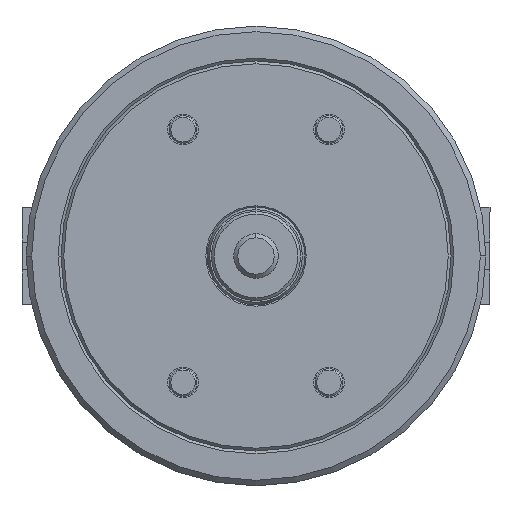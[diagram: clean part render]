
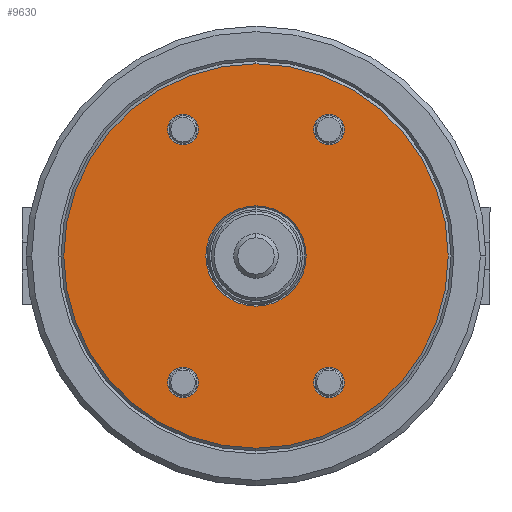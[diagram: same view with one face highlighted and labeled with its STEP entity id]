
A CAD part, left-side view. The second image highlights one B-rep face of the part: STEP entity #9630.
In plain terms, the highlighted planar face has unit normal (-1, 0, 0).
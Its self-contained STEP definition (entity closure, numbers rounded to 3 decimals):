
#237 = EDGE_CURVE ( 'NONE', #1204, #7510, #3908, .T. ) ;
#402 = CARTESIAN_POINT ( 'NONE',  ( 0., 26.2, 39.88 ) ) ;
#413 = ORIENTED_EDGE ( 'NONE', *, *, #1854, .F. ) ;
#441 = EDGE_LOOP ( 'NONE', ( #693, #413 ) ) ;
#594 = VERTEX_POINT ( 'NONE', #6014 ) ;
#693 = ORIENTED_EDGE ( 'NONE', *, *, #4199, .F. ) ;
#700 = VERTEX_POINT ( 'NONE', #11382 ) ;
#803 = CARTESIAN_POINT ( 'NONE',  ( 0., -26.2, 39.88 ) ) ;
#1058 = CIRCLE ( 'NONE', #6167, 5.5 ) ;
#1088 = CARTESIAN_POINT ( 'NONE',  ( 0., 0., 0. ) ) ;
#1140 = AXIS2_PLACEMENT_3D ( 'NONE', #10332, #4883, #11243 ) ;
#1145 = ORIENTED_EDGE ( 'NONE', *, *, #237, .F. ) ;
#1172 = CARTESIAN_POINT ( 'NONE',  ( 0., 26.2, -50.88 ) ) ;
#1180 = EDGE_CURVE ( 'NONE', #8353, #2324, #6748, .T. ) ;
#1204 = VERTEX_POINT ( 'NONE', #3081 ) ;
#1219 = DIRECTION ( 'NONE',  ( -1., 0., 0. ) ) ;
#1277 = DIRECTION ( 'NONE',  ( -1., 0., 0. ) ) ;
#1340 = EDGE_CURVE ( 'NONE', #700, #594, #5318, .T. ) ;
#1351 = CARTESIAN_POINT ( 'NONE',  ( 0., 0., 0. ) ) ;
#1472 = DIRECTION ( 'NONE',  ( -1., 0., 0. ) ) ;
#1489 = CARTESIAN_POINT ( 'NONE',  ( 0., -26.2, 45.38 ) ) ;
#1567 = CARTESIAN_POINT ( 'NONE',  ( 0., 26.2, -45.38 ) ) ;
#1579 = VERTEX_POINT ( 'NONE', #10902 ) ;
#1607 = FACE_BOUND ( 'NONE', #441, .T. ) ;
#1682 = PLANE ( 'NONE',  #9514 ) ;
#1854 = EDGE_CURVE ( 'NONE', #9624, #8229, #1058, .T. ) ;
#1856 = VERTEX_POINT ( 'NONE', #1172 ) ;
#1890 = CARTESIAN_POINT ( 'NONE',  ( 0., -26.2, 50.88 ) ) ;
#1979 = AXIS2_PLACEMENT_3D ( 'NONE', #10039, #4584, #10950 ) ;
#2000 = DIRECTION ( 'NONE',  ( 0., 0., -1. ) ) ;
#2215 = AXIS2_PLACEMENT_3D ( 'NONE', #1567, #7904, #2461 ) ;
#2248 = DIRECTION ( 'NONE',  ( 0., 0., -1. ) ) ;
#2324 = VERTEX_POINT ( 'NONE', #402 ) ;
#2372 = DIRECTION ( 'NONE',  ( 0., 0., 1. ) ) ;
#2461 = DIRECTION ( 'NONE',  ( 0., 0., 1. ) ) ;
#2764 = CARTESIAN_POINT ( 'NONE',  ( 0., -26.2, -50.88 ) ) ;
#2923 = CARTESIAN_POINT ( 'NONE',  ( 0., 26.2, 45.38 ) ) ;
#2943 = CARTESIAN_POINT ( 'NONE',  ( 0., 26.2, 50.88 ) ) ;
#3081 = CARTESIAN_POINT ( 'NONE',  ( 0., -26.2, -39.88 ) ) ;
#3086 = VERTEX_POINT ( 'NONE', #7981 ) ;
#3113 = AXIS2_PLACEMENT_3D ( 'NONE', #6720, #1277, #7615 ) ;
#3398 = EDGE_LOOP ( 'NONE', ( #8865, #8685 ) ) ;
#3537 = DIRECTION ( 'NONE',  ( 1., 0., 0. ) ) ;
#3554 = EDGE_LOOP ( 'NONE', ( #5842, #5502 ) ) ;
#3715 = EDGE_LOOP ( 'NONE', ( #1145, #8634 ) ) ;
#3796 = DIRECTION ( 'NONE',  ( -1., 0., 0. ) ) ;
#3844 = DIRECTION ( 'NONE',  ( 0., 0., 1. ) ) ;
#3908 = CIRCLE ( 'NONE', #4922, 5.5 ) ;
#3999 = FACE_OUTER_BOUND ( 'NONE', #3398, .T. ) ;
#4077 = EDGE_LOOP ( 'NONE', ( #6087, #10365 ) ) ;
#4199 = EDGE_CURVE ( 'NONE', #8229, #9624, #7974, .T. ) ;
#4584 = DIRECTION ( 'NONE',  ( -1., 0., 0. ) ) ;
#4666 = EDGE_CURVE ( 'NONE', #594, #700, #6971, .T. ) ;
#4739 = EDGE_CURVE ( 'NONE', #1579, #3086, #6698, .T. ) ;
#4741 = ORIENTED_EDGE ( 'NONE', *, *, #10822, .T. ) ;
#4814 = AXIS2_PLACEMENT_3D ( 'NONE', #2923, #9289, #3844 ) ;
#4883 = DIRECTION ( 'NONE',  ( -1., 0., 0. ) ) ;
#4914 = DIRECTION ( 'NONE',  ( -1., 0., 0. ) ) ;
#4922 = AXIS2_PLACEMENT_3D ( 'NONE', #10161, #3796, #9230 ) ;
#4982 = EDGE_CURVE ( 'NONE', #8814, #1856, #8957, .T. ) ;
#5239 = AXIS2_PLACEMENT_3D ( 'NONE', #10364, #4914, #11279 ) ;
#5263 = CIRCLE ( 'NONE', #3113, 5.5 ) ;
#5318 = CIRCLE ( 'NONE', #9043, 69. ) ;
#5502 = ORIENTED_EDGE ( 'NONE', *, *, #9529, .F. ) ;
#5798 = EDGE_LOOP ( 'NONE', ( #4741, #6506 ) ) ;
#5842 = ORIENTED_EDGE ( 'NONE', *, *, #4982, .F. ) ;
#6014 = CARTESIAN_POINT ( 'NONE',  ( 0., 0., -69. ) ) ;
#6087 = ORIENTED_EDGE ( 'NONE', *, *, #1180, .F. ) ;
#6167 = AXIS2_PLACEMENT_3D ( 'NONE', #6650, #1219, #7554 ) ;
#6277 = CIRCLE ( 'NONE', #11060, 18. ) ;
#6471 = AXIS2_PLACEMENT_3D ( 'NONE', #1351, #7689, #2248 ) ;
#6506 = ORIENTED_EDGE ( 'NONE', *, *, #4739, .T. ) ;
#6650 = CARTESIAN_POINT ( 'NONE',  ( 0., -26.2, 45.38 ) ) ;
#6698 = CIRCLE ( 'NONE', #6471, 18. ) ;
#6720 = CARTESIAN_POINT ( 'NONE',  ( 0., -26.2, -45.38 ) ) ;
#6723 = EDGE_CURVE ( 'NONE', #2324, #8353, #9888, .T. ) ;
#6748 = CIRCLE ( 'NONE', #1140, 5.5 ) ;
#6906 = CARTESIAN_POINT ( 'NONE',  ( 0., 0., 0. ) ) ;
#6971 = CIRCLE ( 'NONE', #5239, 69. ) ;
#7152 = CARTESIAN_POINT ( 'NONE',  ( 0., 17.5, 0. ) ) ;
#7433 = DIRECTION ( 'NONE',  ( 1., 0., 0. ) ) ;
#7510 = VERTEX_POINT ( 'NONE', #2764 ) ;
#7554 = DIRECTION ( 'NONE',  ( 0., 0., 1. ) ) ;
#7615 = DIRECTION ( 'NONE',  ( 0., 0., 1. ) ) ;
#7689 = DIRECTION ( 'NONE',  ( 1., 0., 0. ) ) ;
#7808 = DIRECTION ( 'NONE',  ( 0., 0., -1. ) ) ;
#7823 = DIRECTION ( 'NONE',  ( -1., 0., 0. ) ) ;
#7904 = DIRECTION ( 'NONE',  ( -1., 0., 0. ) ) ;
#7974 = CIRCLE ( 'NONE', #10577, 5.5 ) ;
#7981 = CARTESIAN_POINT ( 'NONE',  ( 0., 0., 18. ) ) ;
#8229 = VERTEX_POINT ( 'NONE', #1890 ) ;
#8353 = VERTEX_POINT ( 'NONE', #2943 ) ;
#8555 = FACE_BOUND ( 'NONE', #4077, .T. ) ;
#8634 = ORIENTED_EDGE ( 'NONE', *, *, #11313, .F. ) ;
#8685 = ORIENTED_EDGE ( 'NONE', *, *, #1340, .T. ) ;
#8751 = CARTESIAN_POINT ( 'NONE',  ( 0., 26.2, -39.88 ) ) ;
#8814 = VERTEX_POINT ( 'NONE', #8751 ) ;
#8865 = ORIENTED_EDGE ( 'NONE', *, *, #4666, .T. ) ;
#8957 = CIRCLE ( 'NONE', #1979, 5.5 ) ;
#9043 = AXIS2_PLACEMENT_3D ( 'NONE', #6906, #1472, #7808 ) ;
#9120 = FACE_BOUND ( 'NONE', #5798, .T. ) ;
#9230 = DIRECTION ( 'NONE',  ( 0., 0., 1. ) ) ;
#9289 = DIRECTION ( 'NONE',  ( -1., 0., 0. ) ) ;
#9514 = AXIS2_PLACEMENT_3D ( 'NONE', #7152, #3537, #9903 ) ;
#9529 = EDGE_CURVE ( 'NONE', #1856, #8814, #9986, .T. ) ;
#9624 = VERTEX_POINT ( 'NONE', #803 ) ;
#9630 = ADVANCED_FACE ( 'NONE', ( #9120, #3999, #1607, #10980, #11266, #8555 ), #1682, .F. ) ;
#9888 = CIRCLE ( 'NONE', #4814, 5.5 ) ;
#9903 = DIRECTION ( 'NONE',  ( 0., 0., -1. ) ) ;
#9986 = CIRCLE ( 'NONE', #2215, 5.5 ) ;
#10039 = CARTESIAN_POINT ( 'NONE',  ( 0., 26.2, -45.38 ) ) ;
#10161 = CARTESIAN_POINT ( 'NONE',  ( 0., -26.2, -45.38 ) ) ;
#10332 = CARTESIAN_POINT ( 'NONE',  ( 0., 26.2, 45.38 ) ) ;
#10364 = CARTESIAN_POINT ( 'NONE',  ( 0., 0., 0. ) ) ;
#10365 = ORIENTED_EDGE ( 'NONE', *, *, #6723, .F. ) ;
#10577 = AXIS2_PLACEMENT_3D ( 'NONE', #1489, #7823, #2372 ) ;
#10822 = EDGE_CURVE ( 'NONE', #3086, #1579, #6277, .T. ) ;
#10902 = CARTESIAN_POINT ( 'NONE',  ( 0., 0., -18. ) ) ;
#10950 = DIRECTION ( 'NONE',  ( 0., 0., 1. ) ) ;
#10980 = FACE_BOUND ( 'NONE', #3554, .T. ) ;
#11060 = AXIS2_PLACEMENT_3D ( 'NONE', #1088, #7433, #2000 ) ;
#11243 = DIRECTION ( 'NONE',  ( 0., 0., 1. ) ) ;
#11266 = FACE_BOUND ( 'NONE', #3715, .T. ) ;
#11279 = DIRECTION ( 'NONE',  ( 0., 0., -1. ) ) ;
#11313 = EDGE_CURVE ( 'NONE', #7510, #1204, #5263, .T. ) ;
#11382 = CARTESIAN_POINT ( 'NONE',  ( 0., 0., 69. ) ) ;
